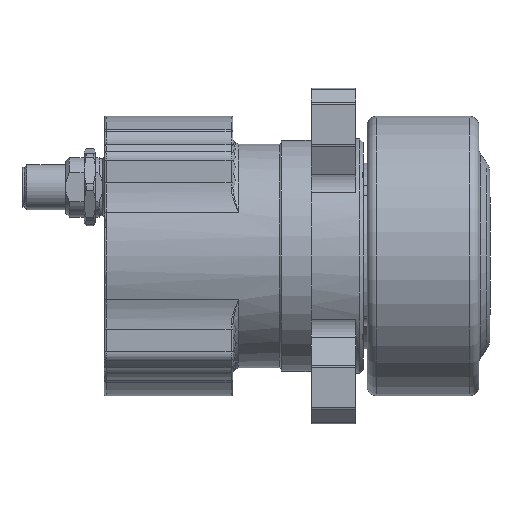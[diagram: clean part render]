
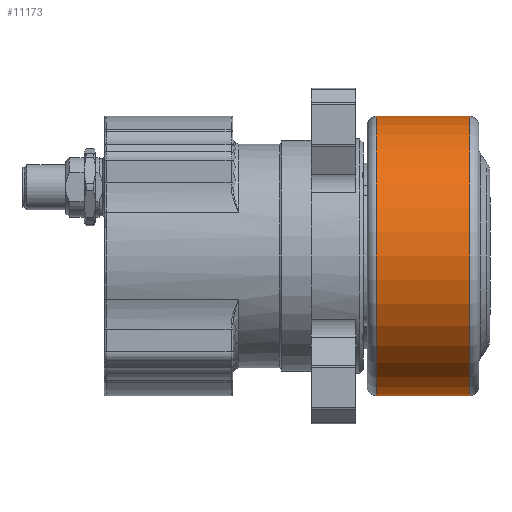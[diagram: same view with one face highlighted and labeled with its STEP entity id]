
A CAD part, front view. The second image highlights one B-rep face of the part: STEP entity #11173.
In plain terms, the highlighted cylindrical face has radius 37.5 mm (diameter 75 mm), a full revolution.
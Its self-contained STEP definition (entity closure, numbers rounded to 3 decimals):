
#945=FACE_OUTER_BOUND('',#1606,.T.);
#1606=EDGE_LOOP('',(#8511,#8512,#8513,#8514,#8515,#8516));
#2301=LINE('',#18650,#3043);
#3043=VECTOR('',#14818,37.5);
#3891=CIRCLE('',#12281,37.5);
#3892=CIRCLE('',#12282,37.5);
#3895=CIRCLE('',#12286,37.5);
#3896=CIRCLE('',#12287,37.5);
#4729=VERTEX_POINT('',#18639);
#4730=VERTEX_POINT('',#18640);
#4732=VERTEX_POINT('',#18647);
#4733=VERTEX_POINT('',#18648);
#6068=EDGE_CURVE('',#4729,#4730,#3891,.T.);
#6069=EDGE_CURVE('',#4730,#4729,#3892,.T.);
#6072=EDGE_CURVE('',#4732,#4733,#3895,.T.);
#6073=EDGE_CURVE('',#4732,#4729,#2301,.T.);
#6074=EDGE_CURVE('',#4733,#4732,#3896,.T.);
#8511=ORIENTED_EDGE('',*,*,#6072,.F.);
#8512=ORIENTED_EDGE('',*,*,#6073,.T.);
#8513=ORIENTED_EDGE('',*,*,#6068,.T.);
#8514=ORIENTED_EDGE('',*,*,#6069,.T.);
#8515=ORIENTED_EDGE('',*,*,#6073,.F.);
#8516=ORIENTED_EDGE('',*,*,#6074,.F.);
#10096=CYLINDRICAL_SURFACE('',#12285,37.5);
#11173=ADVANCED_FACE('',(#945),#10096,.T.);
#12281=AXIS2_PLACEMENT_3D('',#18641,#14806,#14807);
#12282=AXIS2_PLACEMENT_3D('',#18642,#14808,#14809);
#12285=AXIS2_PLACEMENT_3D('',#18646,#14814,#14815);
#12286=AXIS2_PLACEMENT_3D('',#18649,#14816,#14817);
#12287=AXIS2_PLACEMENT_3D('',#18651,#14819,#14820);
#14806=DIRECTION('center_axis',(1.,0.,0.));
#14807=DIRECTION('ref_axis',(0.,0.,-1.));
#14808=DIRECTION('center_axis',(1.,0.,0.));
#14809=DIRECTION('ref_axis',(0.,0.,-1.));
#14814=DIRECTION('center_axis',(1.,0.,0.));
#14815=DIRECTION('ref_axis',(0.,1.,0.));
#14816=DIRECTION('center_axis',(1.,0.,0.));
#14817=DIRECTION('ref_axis',(0.,0.,-1.));
#14818=DIRECTION('',(-1.,0.,0.));
#14819=DIRECTION('center_axis',(1.,0.,0.));
#14820=DIRECTION('ref_axis',(0.,0.,-1.));
#18639=CARTESIAN_POINT('',(-12.5,-37.5,0.));
#18640=CARTESIAN_POINT('',(-12.5,0.,37.5));
#18641=CARTESIAN_POINT('Origin',(-12.5,0.,0.));
#18642=CARTESIAN_POINT('Origin',(-12.5,0.,0.));
#18646=CARTESIAN_POINT('Origin',(0.,0.,
0.));
#18647=CARTESIAN_POINT('',(12.5,-37.5,0.));
#18648=CARTESIAN_POINT('',(12.5,0.,37.5));
#18649=CARTESIAN_POINT('Origin',(12.5,0.,0.));
#18650=CARTESIAN_POINT('',(0.,-37.5,0.));
#18651=CARTESIAN_POINT('Origin',(12.5,0.,0.));
